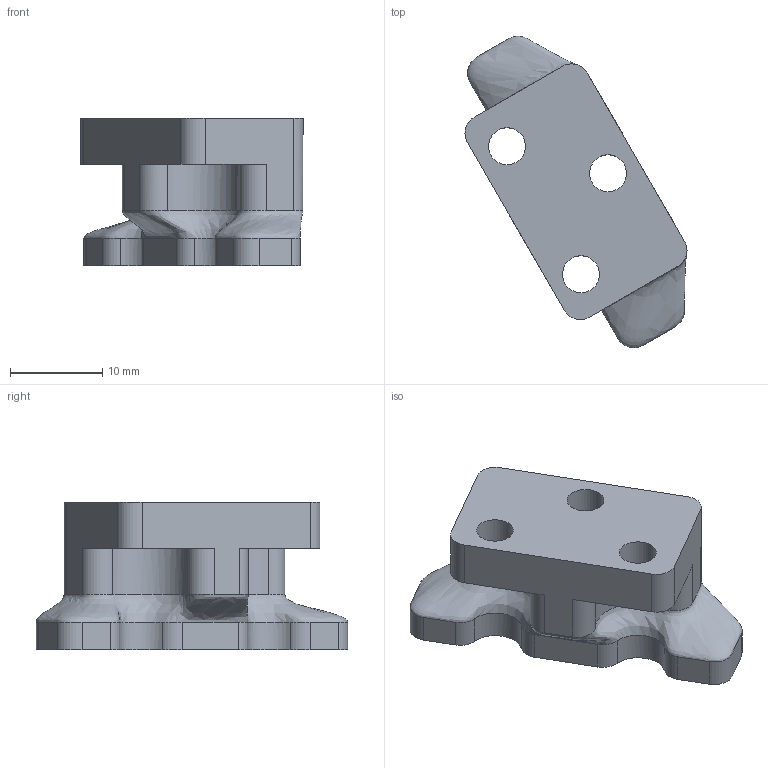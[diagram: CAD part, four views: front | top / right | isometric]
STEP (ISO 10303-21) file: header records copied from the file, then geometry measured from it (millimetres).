
FILE_DESCRIPTION(/* description */ ('STEP AP242','CAx-IF Rec.Pracs.---Representation and Presentation of Product Manufacturing Information (PMI)---4.0---2014-10-13','CAx-IF Rec.Pracs.---3D Tessellated Geometry---0.4---2014-09-14','2;1'),/* implementation_level */ '2;1');
FILE_NAME(/* name */ '657f795f71f4d123be972d2b',/* time_stamp */ '2023-12-17T22:42:39Z',/* author */ (''),/* organization */ (''),/* preprocessor_version */ 'ST-DEVELOPER v19.4',/* originating_system */ ' ',/* authorisation */ ' ');
FILE_SCHEMA (('AP242_MANAGED_MODEL_BASED_3D_ENGINEERING_MIM_LF { 1 0 10303 442 1 1 4 }'));
Length unit declared in the file: metre
Products named in the file (1): Part 3
Bounding box: 24.03 x 33.71 x 16 mm (x, y, z)
Volume: 3507 mm3; surface area: 2515.7 mm2
Topology: 1 solids, 1 shells, 50 faces, 156 edges, 110 vertices
Faces by surface type: cylinder 31, plane 18, bspline 1
Full cylindrical faces by diameter (mm): 4 x3, 6.8 x2
Entity records: 2518 total; most frequent: CARTESIAN_POINT 1030, DIRECTION 324, ORIENTED_EDGE 300, EDGE_CURVE 150, AXIS2_PLACEMENT_3D 124, VERTEX_POINT 110, LINE 76, VECTOR 76
